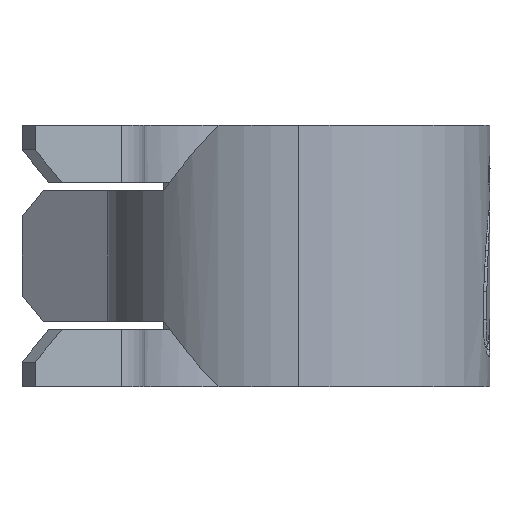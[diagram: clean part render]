
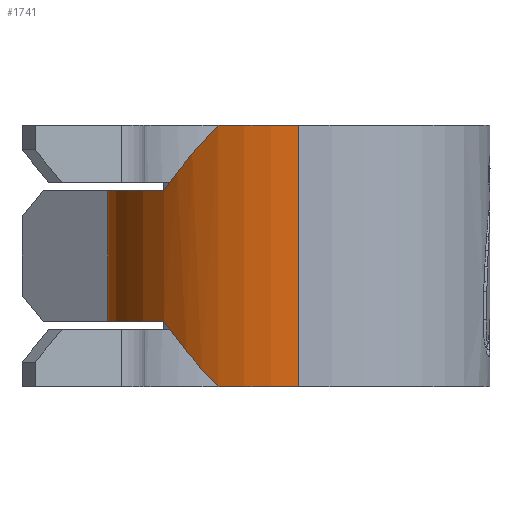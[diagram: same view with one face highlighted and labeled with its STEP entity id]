
A CAD part, left-side view. The second image highlights one B-rep face of the part: STEP entity #1741.
In plain terms, the highlighted cylindrical face has radius 5.85 mm (diameter 11.7 mm), a partial arc.
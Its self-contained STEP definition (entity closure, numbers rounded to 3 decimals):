
#64 = CARTESIAN_POINT ( 'NONE',  ( -4.137, 4.137, -2. ) ) ;
#440 = VERTEX_POINT ( 'NONE', #5218 ) ;
#501 = DIRECTION ( 'NONE',  ( 0., 0., 1. ) ) ;
#601 = CIRCLE ( 'NONE', #1674, 5.85 ) ;
#859 = FACE_OUTER_BOUND ( 'NONE', #2717, .T. ) ;
#899 = AXIS2_PLACEMENT_3D ( 'NONE', #3762, #2859, #1979 ) ;
#922 = DIRECTION ( 'NONE',  ( 1., 0., 0. ) ) ;
#1007 = CARTESIAN_POINT ( 'NONE',  ( 0., 0., 4. ) ) ;
#1034 = CARTESIAN_POINT ( 'NONE',  ( 0., 0., 2. ) ) ;
#1063 = DIRECTION ( 'NONE',  ( 0., 0., -1. ) ) ;
#1109 = VERTEX_POINT ( 'NONE', #2363 ) ;
#1148 = CARTESIAN_POINT ( 'NONE',  ( -5.012, 3.093, -3.357 ) ) ;
#1223 = DIRECTION ( 'NONE',  ( -1., 0., 0. ) ) ;
#1303 = CARTESIAN_POINT ( 'NONE',  ( 0., 0., 4. ) ) ;
#1433 = EDGE_CURVE ( 'NONE', #440, #5174, #2935, .T. ) ;
#1506 = CARTESIAN_POINT ( 'NONE',  ( -5.85, 0., 4. ) ) ;
#1533 = VERTEX_POINT ( 'NONE', #1844 ) ;
#1662 = VERTEX_POINT ( 'NONE', #64 ) ;
#1674 = AXIS2_PLACEMENT_3D ( 'NONE', #4535, #4620, #4645 ) ;
#1741 = ADVANCED_FACE ( 'NONE', ( #859 ), #3937, .T. ) ;
#1844 = CARTESIAN_POINT ( 'NONE',  ( -5.302, 2.473, 4. ) ) ;
#1937 = VECTOR ( 'NONE', #4715, 1000. ) ;
#1953 = EDGE_CURVE ( 'NONE', #1533, #5174, #5524, .T. ) ;
#1965 = VECTOR ( 'NONE', #1063, 1000. ) ;
#1979 = DIRECTION ( 'NONE',  ( 1., 0., 0. ) ) ;
#1982 = ORIENTED_EDGE ( 'NONE', *, *, #2091, .F. ) ;
#1987 = CARTESIAN_POINT ( 'NONE',  ( -4.137, 4.137, -2. ) ) ;
#2020 = EDGE_CURVE ( 'NONE', #440, #4772, #2509, .T. ) ;
#2091 = EDGE_CURVE ( 'NONE', #1662, #4772, #601, .T. ) ;
#2322 = DIRECTION ( 'NONE',  ( 0., 0., 1. ) ) ;
#2363 = CARTESIAN_POINT ( 'NONE',  ( -5.85, 0., 4. ) ) ;
#2418 = AXIS2_PLACEMENT_3D ( 'NONE', #1007, #501, #922 ) ;
#2509 = LINE ( 'NONE', #2536, #1937 ) ;
#2536 = CARTESIAN_POINT ( 'NONE',  ( 2.061, 5.475, 4. ) ) ;
#2609 = CARTESIAN_POINT ( 'NONE',  ( -4.137, 4.137, 2. ) ) ;
#2624 = ORIENTED_EDGE ( 'NONE', *, *, #5282, .F. ) ;
#2661 = AXIS2_PLACEMENT_3D ( 'NONE', #1303, #3030, #1223 ) ;
#2717 = EDGE_LOOP ( 'NONE', ( #2966, #2624, #5000, #5555, #4430, #1982, #5272, #3678 ) ) ;
#2769 =( BOUNDED_CURVE ( )  B_SPLINE_CURVE ( 3, ( #1987, #4560, #1148, #2867 ),
 .UNSPECIFIED., .F., .T. ) 
 B_SPLINE_CURVE_WITH_KNOTS ( ( 4, 4 ),
 ( 4.712, 5.061 ),
 .UNSPECIFIED. ) 
 CURVE ( )  GEOMETRIC_REPRESENTATION_ITEM ( )  RATIONAL_B_SPLINE_CURVE ( ( 1., 0.99, 0.99, 1. ) ) 
 REPRESENTATION_ITEM ( '' )  );
#2859 = DIRECTION ( 'NONE',  ( 0., 0., 1. ) ) ;
#2867 = CARTESIAN_POINT ( 'NONE',  ( -5.302, 2.473, -4. ) ) ;
#2935 = CIRCLE ( 'NONE', #3663, 5.85 ) ;
#2966 = ORIENTED_EDGE ( 'NONE', *, *, #5452, .F. ) ;
#3030 = DIRECTION ( 'NONE',  ( 0., 0., -1. ) ) ;
#3142 = VERTEX_POINT ( 'NONE', #4676 ) ;
#3417 = CARTESIAN_POINT ( 'NONE',  ( -4.137, 4.137, 2. ) ) ;
#3663 = AXIS2_PLACEMENT_3D ( 'NONE', #1034, #2322, #5271 ) ;
#3678 = ORIENTED_EDGE ( 'NONE', *, *, #4403, .T. ) ;
#3727 = CARTESIAN_POINT ( 'NONE',  ( 2.061, 5.475, -2. ) ) ;
#3762 = CARTESIAN_POINT ( 'NONE',  ( 0., 0., -4. ) ) ;
#3880 = CARTESIAN_POINT ( 'NONE',  ( -5.302, 2.473, 4. ) ) ;
#3937 = CYLINDRICAL_SURFACE ( 'NONE', #2661, 5.85 ) ;
#4045 = CIRCLE ( 'NONE', #2418, 5.85 ) ;
#4062 = LINE ( 'NONE', #1506, #1965 ) ;
#4403 = EDGE_CURVE ( 'NONE', #5015, #3142, #5286, .T. ) ;
#4430 = ORIENTED_EDGE ( 'NONE', *, *, #2020, .T. ) ;
#4535 = CARTESIAN_POINT ( 'NONE',  ( 0., 0., -2. ) ) ;
#4560 = CARTESIAN_POINT ( 'NONE',  ( -4.62, 3.653, -2.684 ) ) ;
#4620 = DIRECTION ( 'NONE',  ( 0., 0., -1. ) ) ;
#4645 = DIRECTION ( 'NONE',  ( -1., 0., 0. ) ) ;
#4676 = CARTESIAN_POINT ( 'NONE',  ( -5.85, 0., -4. ) ) ;
#4715 = DIRECTION ( 'NONE',  ( 0., 0., -1. ) ) ;
#4741 = CARTESIAN_POINT ( 'NONE',  ( -5.012, 3.093, 3.357 ) ) ;
#4772 = VERTEX_POINT ( 'NONE', #3727 ) ;
#5000 = ORIENTED_EDGE ( 'NONE', *, *, #1953, .T. ) ;
#5015 = VERTEX_POINT ( 'NONE', #5253 ) ;
#5155 = CARTESIAN_POINT ( 'NONE',  ( -4.62, 3.653, 2.684 ) ) ;
#5174 = VERTEX_POINT ( 'NONE', #2609 ) ;
#5218 = CARTESIAN_POINT ( 'NONE',  ( 2.061, 5.475, 2. ) ) ;
#5253 = CARTESIAN_POINT ( 'NONE',  ( -5.302, 2.473, -4. ) ) ;
#5271 = DIRECTION ( 'NONE',  ( 1., 0., 0. ) ) ;
#5272 = ORIENTED_EDGE ( 'NONE', *, *, #5424, .T. ) ;
#5282 = EDGE_CURVE ( 'NONE', #1533, #1109, #4045, .T. ) ;
#5286 = CIRCLE ( 'NONE', #899, 5.85 ) ;
#5424 = EDGE_CURVE ( 'NONE', #1662, #5015, #2769, .T. ) ;
#5452 = EDGE_CURVE ( 'NONE', #1109, #3142, #4062, .T. ) ;
#5524 =( BOUNDED_CURVE ( )  B_SPLINE_CURVE ( 3, ( #3880, #4741, #5155, #3417 ),
 .UNSPECIFIED., .F., .F. ) 
 B_SPLINE_CURVE_WITH_KNOTS ( ( 4, 4 ),
 ( 4.363, 4.712 ),
 .UNSPECIFIED. ) 
 CURVE ( )  GEOMETRIC_REPRESENTATION_ITEM ( )  RATIONAL_B_SPLINE_CURVE ( ( 1., 0.99, 0.99, 1. ) ) 
 REPRESENTATION_ITEM ( '' )  );
#5555 = ORIENTED_EDGE ( 'NONE', *, *, #1433, .F. ) ;
